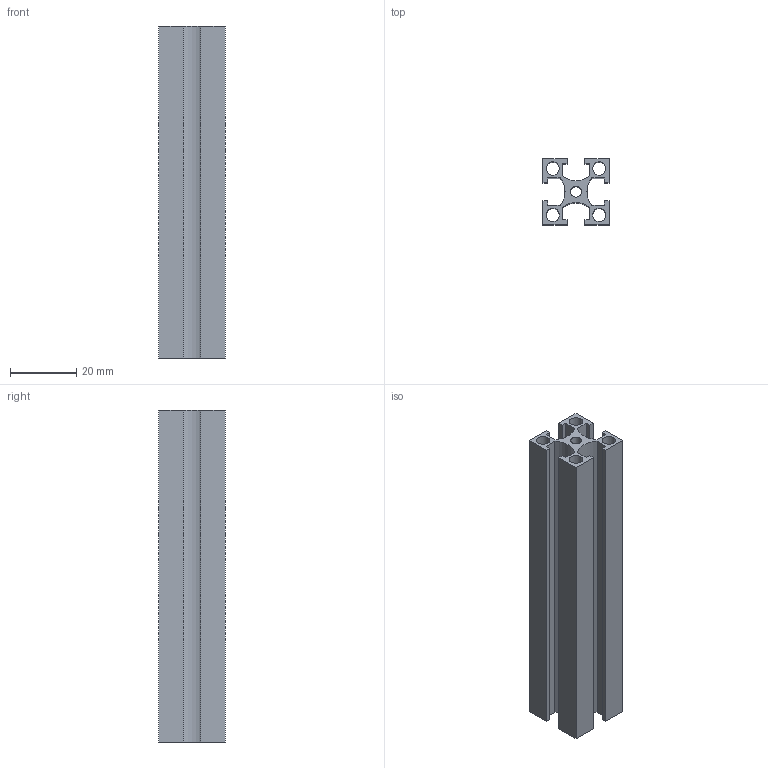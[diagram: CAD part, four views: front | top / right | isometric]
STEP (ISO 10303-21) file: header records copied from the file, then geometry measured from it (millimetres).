
FILE_DESCRIPTION((''),'2;1');
FILE_NAME('AF2020-4.stp','2009-08-25T16:59:47',('Administrator'),(''),'Autodesk Inventor 2008','Autodesk Inventor 2008','');
FILE_SCHEMA(('AUTOMOTIVE_DESIGN { 1 0 10303 214 1 1 1 1 }'));
Length unit declared in the file: millimetre
Products named in the file (1): AF2020-4
Bounding box: 20 x 20 x 100 mm (x, y, z)
Volume: 15246.4 mm3; surface area: 21211.4 mm2
Topology: 1 solids, 1 shells, 43 faces, 123 edges, 82 vertices
Faces by surface type: plane 34, cylinder 9
Full cylindrical faces by diameter (mm): 3.3 x1, 4 x4
Entity records: 1416 total; most frequent: CARTESIAN_POINT 244, ORIENTED_EDGE 236, DIRECTION 224, EDGE_CURVE 118, VECTOR 100, LINE 100, VERTEX_POINT 82, AXIS2_PLACEMENT_3D 62
